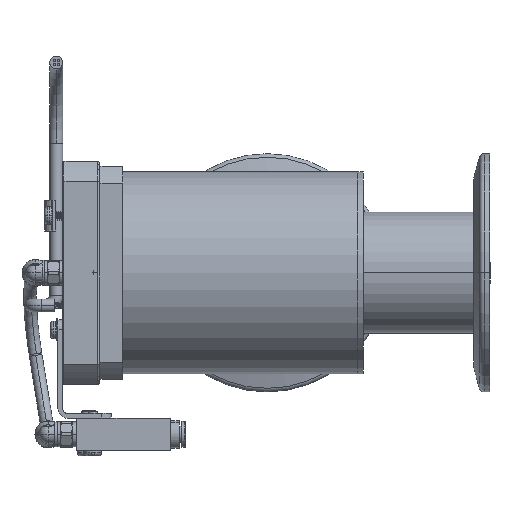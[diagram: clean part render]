
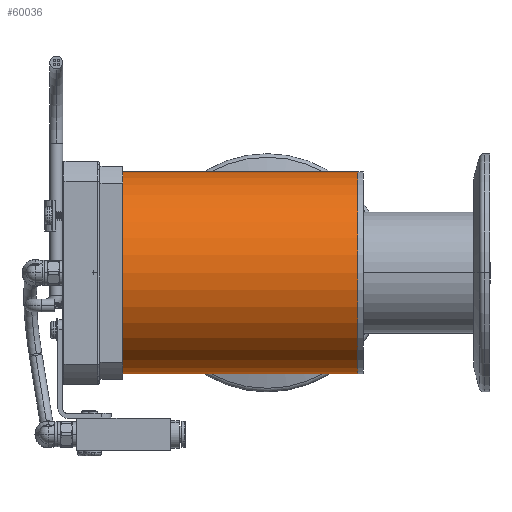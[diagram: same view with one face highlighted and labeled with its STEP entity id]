
A CAD part, left-side view. The second image highlights one B-rep face of the part: STEP entity #60036.
In plain terms, the highlighted cylindrical face has radius 31.75 mm (diameter 63.5 mm), a partial arc.
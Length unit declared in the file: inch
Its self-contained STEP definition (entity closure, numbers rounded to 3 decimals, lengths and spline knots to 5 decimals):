
#83 = DIRECTION ( 'NONE',  ( 0., 0., 1. ) ) ;
#5443 = DIRECTION ( 'NONE',  ( 0., 1., 0. ) ) ;
#5541 = CARTESIAN_POINT ( 'NONE',  ( 0., 2.79594, 0. ) ) ;
#9141 = CARTESIAN_POINT ( 'NONE',  ( 0., -0.17906, 1.25 ) ) ;
#10474 = LINE ( 'NONE', #57940, #102212 ) ;
#12268 = DIRECTION ( 'NONE',  ( 0., 0., -1. ) ) ;
#22123 = AXIS2_PLACEMENT_3D ( 'NONE', #88258, #5443, #106548 ) ;
#28692 = DIRECTION ( 'NONE',  ( 0., 1., 0. ) ) ;
#28859 = ORIENTED_EDGE ( 'NONE', *, *, #112040, .T. ) ;
#29074 = EDGE_LOOP ( 'NONE', ( #35742, #95055, #28859, #84700 ) ) ;
#35742 = ORIENTED_EDGE ( 'NONE', *, *, #49130, .F. ) ;
#39071 = FACE_OUTER_BOUND ( 'NONE', #29074, .T. ) ;
#47372 = VERTEX_POINT ( 'NONE', #90338 ) ;
#47980 = CIRCLE ( 'NONE', #100475, 1.25 ) ;
#49130 = EDGE_CURVE ( 'NONE', #68707, #51596, #54575, .T. ) ;
#51596 = VERTEX_POINT ( 'NONE', #9141 ) ;
#54575 = LINE ( 'NONE', #93511, #58402 ) ;
#57940 = CARTESIAN_POINT ( 'NONE',  ( 0., 2.79594, -1.25 ) ) ;
#58402 = VECTOR ( 'NONE', #110612, 39.37008 ) ;
#60036 = ADVANCED_FACE ( 'NONE', ( #39071 ), #113375, .T. ) ;
#67519 = EDGE_CURVE ( 'NONE', #47372, #51596, #107672, .T. ) ;
#68707 = VERTEX_POINT ( 'NONE', #88408 ) ;
#73243 = EDGE_CURVE ( 'NONE', #95478, #68707, #47980, .T. ) ;
#81692 = CARTESIAN_POINT ( 'NONE',  ( 0., 2.79594, 0. ) ) ;
#84700 = ORIENTED_EDGE ( 'NONE', *, *, #67519, .T. ) ;
#88258 = CARTESIAN_POINT ( 'NONE',  ( 0., -0.17906, 0. ) ) ;
#88408 = CARTESIAN_POINT ( 'NONE',  ( 0., 2.79594, 1.25 ) ) ;
#90338 = CARTESIAN_POINT ( 'NONE',  ( 0., -0.17906, -1.25 ) ) ;
#92703 = AXIS2_PLACEMENT_3D ( 'NONE', #5541, #113981, #12268 ) ;
#93511 = CARTESIAN_POINT ( 'NONE',  ( 0., 2.79594, 1.25 ) ) ;
#95055 = ORIENTED_EDGE ( 'NONE', *, *, #73243, .F. ) ;
#95478 = VERTEX_POINT ( 'NONE', #115660 ) ;
#100475 = AXIS2_PLACEMENT_3D ( 'NONE', #81692, #28692, #83 ) ;
#102212 = VECTOR ( 'NONE', #103017, 39.37008 ) ;
#103017 = DIRECTION ( 'NONE',  ( 0., -1., 0. ) ) ;
#106548 = DIRECTION ( 'NONE',  ( 0., 0., 1. ) ) ;
#107672 = CIRCLE ( 'NONE', #22123, 1.25 ) ;
#110612 = DIRECTION ( 'NONE',  ( 0., -1., 0. ) ) ;
#112040 = EDGE_CURVE ( 'NONE', #95478, #47372, #10474, .T. ) ;
#113375 = CYLINDRICAL_SURFACE ( 'NONE', #92703, 1.25 ) ;
#113981 = DIRECTION ( 'NONE',  ( 0., -1., 0. ) ) ;
#115660 = CARTESIAN_POINT ( 'NONE',  ( 0., 2.79594, -1.25 ) ) ;
